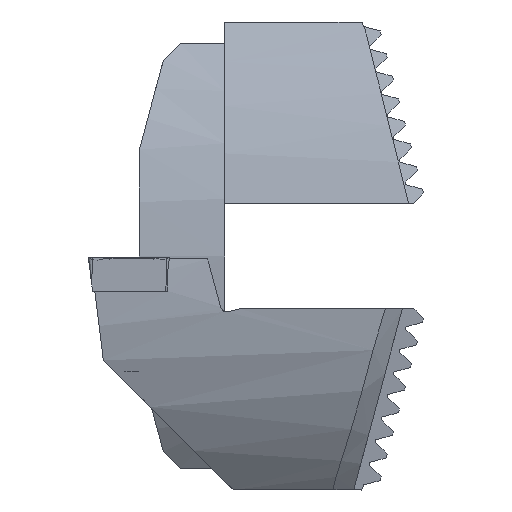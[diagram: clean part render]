
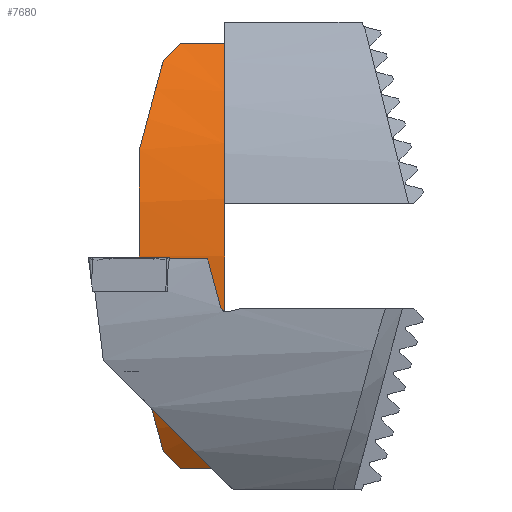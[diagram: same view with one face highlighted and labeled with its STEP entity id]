
A CAD part, left-side view. The second image highlights one B-rep face of the part: STEP entity #7680.
In plain terms, the highlighted cylindrical face has radius 40 mm (diameter 80 mm), a partial arc.
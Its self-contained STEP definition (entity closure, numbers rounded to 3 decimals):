
#74 = VECTOR ( 'NONE', #2593, 1000. ) ;
#648 = EDGE_CURVE ( 'NONE', #1372, #9000, #12104, .T. ) ;
#654 = EDGE_CURVE ( 'NONE', #22250, #3989, #11451, .T. ) ;
#1006 = EDGE_CURVE ( 'NONE', #14373, #22250, #6797, .T. ) ;
#1372 = VERTEX_POINT ( 'NONE', #9845 ) ;
#1901 = CARTESIAN_POINT ( 'NONE',  ( 5.187, 25., -31.2 ) ) ;
#2424 = DIRECTION ( 'NONE',  ( -1., 0., 0. ) ) ;
#2504 = EDGE_CURVE ( 'NONE', #23533, #3989, #20320, .T. ) ;
#2593 = DIRECTION ( 'NONE',  ( -1., 0., 0. ) ) ;
#2636 = CARTESIAN_POINT ( 'NONE',  ( 0., -25., -31.2 ) ) ;
#3094 = CARTESIAN_POINT ( 'NONE',  ( 10., 0., 0.025 ) ) ;
#3229 = ORIENTED_EDGE ( 'NONE', *, *, #13572, .T. ) ;
#3597 = ORIENTED_EDGE ( 'NONE', *, *, #1006, .T. ) ;
#3882 = EDGE_LOOP ( 'NONE', ( #3597, #21831, #9987, #11039, #23242, #8463, #23257, #3229 ) ) ;
#3989 = VERTEX_POINT ( 'NONE', #2636 ) ;
#4113 = VERTEX_POINT ( 'NONE', #11312 ) ;
#4720 = CARTESIAN_POINT ( 'NONE',  ( 7.187, 23., -32.701 ) ) ;
#4737 = DIRECTION ( 'NONE',  ( -1., 0., 0. ) ) ;
#5067 = AXIS2_PLACEMENT_3D ( 'NONE', #3094, #24304, #18012 ) ;
#5236 = DIRECTION ( 'NONE',  ( 1., 0., 0. ) ) ;
#6368 = CARTESIAN_POINT ( 'NONE',  ( 6.504, 23.682, -32.222 ) ) ;
#6797 =( BOUNDED_CURVE ( )  B_SPLINE_CURVE ( 3, ( #11461, #9296, #9205, #26280 ),
 .UNSPECIFIED., .F., .T. ) 
 B_SPLINE_CURVE_WITH_KNOTS ( ( 4, 4 ),
 ( 5.325, 5.388 ),
 .UNSPECIFIED. ) 
 CURVE ( )  GEOMETRIC_REPRESENTATION_ITEM ( )  RATIONAL_B_SPLINE_CURVE ( ( 1., 1., 1., 1. ) ) 
 REPRESENTATION_ITEM ( '' )  );
#7110 = CYLINDRICAL_SURFACE ( 'NONE', #5067, 40. ) ;
#7128 = VERTEX_POINT ( 'NONE', #4720 ) ;
#7401 = EDGE_CURVE ( 'NONE', #4113, #7128, #13980, .T. ) ;
#7680 = ADVANCED_FACE ( 'NONE', ( #24078 ), #7110, .T. ) ;
#7757 = EDGE_CURVE ( 'NONE', #23533, #4113, #17783, .T. ) ;
#8434 = CARTESIAN_POINT ( 'NONE',  ( 10., -12.5, -37.972 ) ) ;
#8463 = ORIENTED_EDGE ( 'NONE', *, *, #12167, .T. ) ;
#9000 = VERTEX_POINT ( 'NONE', #8434 ) ;
#9205 = CARTESIAN_POINT ( 'NONE',  ( 5.837, -24.349, -31.721 ) ) ;
#9296 = CARTESIAN_POINT ( 'NONE',  ( 6.504, -23.682, -32.222 ) ) ;
#9601 = CARTESIAN_POINT ( 'NONE',  ( 7.187, -23., -32.701 ) ) ;
#9845 = CARTESIAN_POINT ( 'NONE',  ( 10., 12.5, -37.972 ) ) ;
#9987 = ORIENTED_EDGE ( 'NONE', *, *, #2504, .F. ) ;
#11039 = ORIENTED_EDGE ( 'NONE', *, *, #7757, .T. ) ;
#11312 = CARTESIAN_POINT ( 'NONE',  ( 5.187, 25., -31.2 ) ) ;
#11388 = CARTESIAN_POINT ( 'NONE',  ( 10., 12.5, -37.972 ) ) ;
#11451 = LINE ( 'NONE', #15378, #74 ) ;
#11461 = CARTESIAN_POINT ( 'NONE',  ( 7.187, -23., -32.701 ) ) ;
#12104 = CIRCLE ( 'NONE', #14534, 40. ) ;
#12167 = EDGE_CURVE ( 'NONE', #7128, #1372, #19751, .T. ) ;
#12810 = VECTOR ( 'NONE', #5236, 1000. ) ;
#13434 = CARTESIAN_POINT ( 'NONE',  ( 8.051, 19.773, -34.969 ) ) ;
#13572 = EDGE_CURVE ( 'NONE', #9000, #14373, #22624, .T. ) ;
#13980 =( BOUNDED_CURVE ( )  B_SPLINE_CURVE ( 3, ( #1901, #16718, #6368, #21242 ),
 .UNSPECIFIED., .F., .F. ) 
 B_SPLINE_CURVE_WITH_KNOTS ( ( 4, 4 ),
 ( 0.896, 0.958 ),
 .UNSPECIFIED. ) 
 CURVE ( )  GEOMETRIC_REPRESENTATION_ITEM ( )  RATIONAL_B_SPLINE_CURVE ( ( 1., 1., 1., 1. ) ) 
 REPRESENTATION_ITEM ( '' )  );
#14373 = VERTEX_POINT ( 'NONE', #19607 ) ;
#14534 = AXIS2_PLACEMENT_3D ( 'NONE', #17515, #4737, #19640 ) ;
#15192 = CARTESIAN_POINT ( 'NONE',  ( 0., 0., 0.025 ) ) ;
#15378 = CARTESIAN_POINT ( 'NONE',  ( 10., -25., -31.2 ) ) ;
#15558 = CARTESIAN_POINT ( 'NONE',  ( 10., -12.5, -37.972 ) ) ;
#16718 = CARTESIAN_POINT ( 'NONE',  ( 5.837, 24.349, -31.721 ) ) ;
#17321 = DIRECTION ( 'NONE',  ( 0., -1., 0. ) ) ;
#17515 = CARTESIAN_POINT ( 'NONE',  ( 10., 0., 0.025 ) ) ;
#17783 = LINE ( 'NONE', #24483, #12810 ) ;
#18012 = DIRECTION ( 'NONE',  ( 0., -1., 0. ) ) ;
#18065 = CARTESIAN_POINT ( 'NONE',  ( 8.996, -16.247, -36.739 ) ) ;
#19607 = CARTESIAN_POINT ( 'NONE',  ( 7.187, -23., -32.701 ) ) ;
#19640 = DIRECTION ( 'NONE',  ( 0., -1., 0. ) ) ;
#19751 =( BOUNDED_CURVE ( )  B_SPLINE_CURVE ( 3, ( #21924, #13434, #24074, #11388 ),
 .UNSPECIFIED., .F., .T. ) 
 B_SPLINE_CURVE_WITH_KNOTS ( ( 4, 4 ),
 ( 0.958, 1.253 ),
 .UNSPECIFIED. ) 
 CURVE ( )  GEOMETRIC_REPRESENTATION_ITEM ( )  RATIONAL_B_SPLINE_CURVE ( ( 1., 0.993, 0.993, 1. ) ) 
 REPRESENTATION_ITEM ( '' )  );
#20320 = CIRCLE ( 'NONE', #20934, 40. ) ;
#20934 = AXIS2_PLACEMENT_3D ( 'NONE', #15192, #2424, #17321 ) ;
#21242 = CARTESIAN_POINT ( 'NONE',  ( 7.187, 23., -32.701 ) ) ;
#21831 = ORIENTED_EDGE ( 'NONE', *, *, #654, .T. ) ;
#21924 = CARTESIAN_POINT ( 'NONE',  ( 7.187, 23., -32.701 ) ) ;
#22250 = VERTEX_POINT ( 'NONE', #24345 ) ;
#22290 = CARTESIAN_POINT ( 'NONE',  ( 8.051, -19.773, -34.969 ) ) ;
#22624 =( BOUNDED_CURVE ( )  B_SPLINE_CURVE ( 3, ( #15558, #18065, #22290, #9601 ),
 .UNSPECIFIED., .F., .T. ) 
 B_SPLINE_CURVE_WITH_KNOTS ( ( 4, 4 ),
 ( 5.03, 5.325 ),
 .UNSPECIFIED. ) 
 CURVE ( )  GEOMETRIC_REPRESENTATION_ITEM ( )  RATIONAL_B_SPLINE_CURVE ( ( 1., 0.993, 0.993, 1. ) ) 
 REPRESENTATION_ITEM ( '' )  );
#23242 = ORIENTED_EDGE ( 'NONE', *, *, #7401, .T. ) ;
#23257 = ORIENTED_EDGE ( 'NONE', *, *, #648, .T. ) ;
#23533 = VERTEX_POINT ( 'NONE', #24443 ) ;
#24074 = CARTESIAN_POINT ( 'NONE',  ( 8.996, 16.247, -36.739 ) ) ;
#24078 = FACE_OUTER_BOUND ( 'NONE', #3882, .T. ) ;
#24304 = DIRECTION ( 'NONE',  ( -1., 0., 0. ) ) ;
#24345 = CARTESIAN_POINT ( 'NONE',  ( 5.187, -25., -31.2 ) ) ;
#24443 = CARTESIAN_POINT ( 'NONE',  ( 0., 25., -31.2 ) ) ;
#24483 = CARTESIAN_POINT ( 'NONE',  ( 10., 25., -31.2 ) ) ;
#26280 = CARTESIAN_POINT ( 'NONE',  ( 5.187, -25., -31.2 ) ) ;
